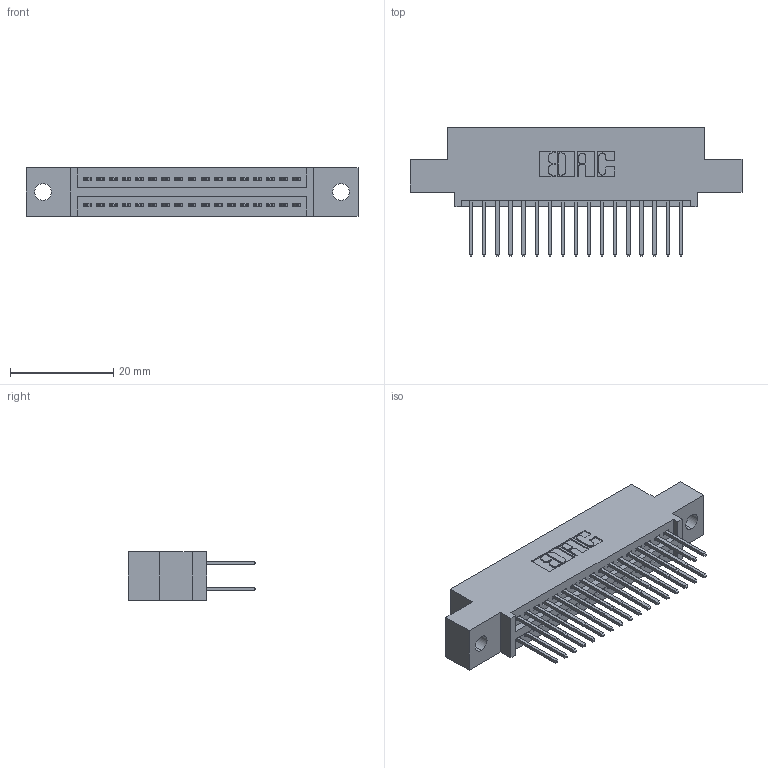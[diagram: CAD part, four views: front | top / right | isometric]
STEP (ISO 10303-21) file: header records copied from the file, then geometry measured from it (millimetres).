
FILE_DESCRIPTION (( 'STEP AP203' ), '1' );
FILE_NAME ('345-034-523-502.STEP', '2019-10-28T06:15:42', ( '' ), ( '' ), 'SwSTEP 2.0', 'SolidWorks 2016', '' );
FILE_SCHEMA (( 'CONFIG_CONTROL_DESIGN' ));
Length unit declared in the file: inch
Products named in the file (3): 345-292-001_345-293-123; 345 Part_0.110 Offset - 0.128 Dia; 345-034-523-502
Assembly tree (35 placements, depth 2):
  345-034-523-502
    345 Part_0.110 Offset - 0.128 Dia
    345-292-001_345-293-123  x34
Bounding box: 64.39 x 24.82 x 9.4 mm (x, y, z)
Volume: 5982.4 mm3; surface area: 8491.5 mm2
Topology: 35 solids, 35 shells, 1830 faces, 5419 edges, 3566 vertices
Faces by surface type: plane 1206, cylinder 624
Entity records: 16857 total; most frequent: CARTESIAN_POINT 2852, ORIENTED_EDGE 2786, DIRECTION 2545, EDGE_CURVE 1393, VECTOR 1193, LINE 1193, VERTEX_POINT 926, AXIS2_PLACEMENT_3D 676
